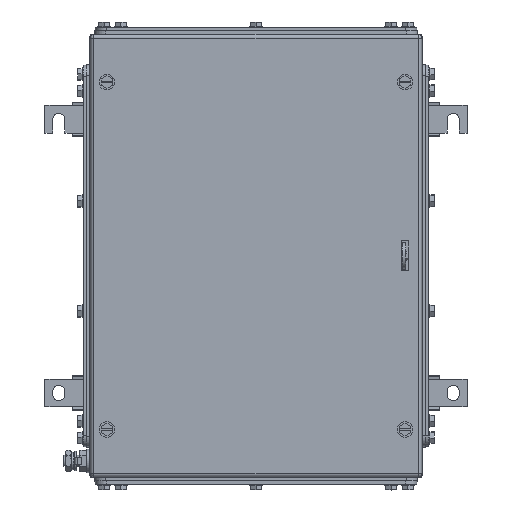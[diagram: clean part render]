
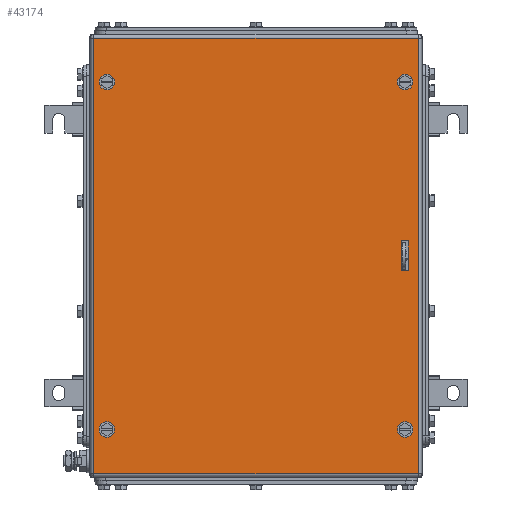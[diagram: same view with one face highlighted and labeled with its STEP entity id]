
A CAD part, top view. The second image highlights one B-rep face of the part: STEP entity #43174.
In plain terms, the highlighted planar face has unit normal (0, 0, 1).
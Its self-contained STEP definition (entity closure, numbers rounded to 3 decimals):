
#43014=AXIS2_PLACEMENT_3D('Circle Axis2P3D',#43012,#43013,$) ;
#43041=AXIS2_PLACEMENT_3D('Plane Axis2P3D',#43038,#43039,#43040) ;
#43079=AXIS2_PLACEMENT_3D('Circle Axis2P3D',#43077,#43078,$) ;
#43088=AXIS2_PLACEMENT_3D('Circle Axis2P3D',#43086,#43087,$) ;
#43097=AXIS2_PLACEMENT_3D('Circle Axis2P3D',#43095,#43096,$) ;
#43106=AXIS2_PLACEMENT_3D('Circle Axis2P3D',#43104,#43105,$) ;
#43115=AXIS2_PLACEMENT_3D('Circle Axis2P3D',#43113,#43114,$) ;
#43124=AXIS2_PLACEMENT_3D('Circle Axis2P3D',#43122,#43123,$) ;
#43133=AXIS2_PLACEMENT_3D('Circle Axis2P3D',#43131,#43132,$) ;
#43009=CARTESIAN_POINT('Vertex',(59.5,367.75,203.5)) ;
#43012=CARTESIAN_POINT('Axis2P3D Location',(56.,367.75,203.5)) ;
#43016=CARTESIAN_POINT('Vertex',(52.5,367.75,203.5)) ;
#43038=CARTESIAN_POINT('Axis2P3D Location',(190.5,211.,203.5)) ;
#43043=CARTESIAN_POINT('Line Origine',(190.5,407.5,203.5)) ;
#43047=CARTESIAN_POINT('Vertex',(337.,407.5,203.5)) ;
#43049=CARTESIAN_POINT('Vertex',(44.,407.5,203.5)) ;
#43052=CARTESIAN_POINT('Line Origine',(44.,211.,203.5)) ;
#43056=CARTESIAN_POINT('Vertex',(44.,14.5,203.5)) ;
#43059=CARTESIAN_POINT('Line Origine',(190.5,14.5,203.5)) ;
#43063=CARTESIAN_POINT('Vertex',(337.,14.5,203.5)) ;
#43066=CARTESIAN_POINT('Line Origine',(337.,211.,203.5)) ;
#43077=CARTESIAN_POINT('Axis2P3D Location',(56.,367.75,203.5)) ;
#43086=CARTESIAN_POINT('Axis2P3D Location',(56.,54.25,203.5)) ;
#43090=CARTESIAN_POINT('Vertex',(52.5,54.25,203.5)) ;
#43092=CARTESIAN_POINT('Vertex',(59.5,54.25,203.5)) ;
#43095=CARTESIAN_POINT('Axis2P3D Location',(56.,54.25,203.5)) ;
#43104=CARTESIAN_POINT('Axis2P3D Location',(325.,54.25,203.5)) ;
#43108=CARTESIAN_POINT('Vertex',(328.5,54.25,203.5)) ;
#43110=CARTESIAN_POINT('Vertex',(321.5,54.25,203.5)) ;
#43113=CARTESIAN_POINT('Axis2P3D Location',(325.,54.25,203.5)) ;
#43122=CARTESIAN_POINT('Axis2P3D Location',(325.,367.75,203.5)) ;
#43126=CARTESIAN_POINT('Vertex',(328.5,367.75,203.5)) ;
#43128=CARTESIAN_POINT('Vertex',(321.5,367.75,203.5)) ;
#43131=CARTESIAN_POINT('Axis2P3D Location',(325.,367.75,203.5)) ;
#43140=CARTESIAN_POINT('Line Origine',(324.75,197.5,203.5)) ;
#43144=CARTESIAN_POINT('Vertex',(328.,197.5,203.5)) ;
#43146=CARTESIAN_POINT('Vertex',(321.5,197.5,203.5)) ;
#43149=CARTESIAN_POINT('Line Origine',(321.5,211.,203.5)) ;
#43153=CARTESIAN_POINT('Vertex',(321.5,224.5,203.5)) ;
#43156=CARTESIAN_POINT('Line Origine',(324.75,224.5,203.5)) ;
#43160=CARTESIAN_POINT('Vertex',(328.,224.5,203.5)) ;
#43163=CARTESIAN_POINT('Line Origine',(328.,211.,203.5)) ;
#43013=DIRECTION('Axis2P3D Direction',(0.,0.,1.)) ;
#43039=DIRECTION('Axis2P3D Direction',(0.,0.,1.)) ;
#43040=DIRECTION('Axis2P3D XDirection',(1.,0.,0.)) ;
#43044=DIRECTION('Vector Direction',(1.,0.,0.)) ;
#43053=DIRECTION('Vector Direction',(0.,-1.,0.)) ;
#43060=DIRECTION('Vector Direction',(1.,0.,0.)) ;
#43067=DIRECTION('Vector Direction',(0.,1.,0.)) ;
#43078=DIRECTION('Axis2P3D Direction',(0.,0.,1.)) ;
#43087=DIRECTION('Axis2P3D Direction',(0.,0.,1.)) ;
#43096=DIRECTION('Axis2P3D Direction',(0.,0.,1.)) ;
#43105=DIRECTION('Axis2P3D Direction',(0.,0.,1.)) ;
#43114=DIRECTION('Axis2P3D Direction',(0.,0.,1.)) ;
#43123=DIRECTION('Axis2P3D Direction',(0.,0.,1.)) ;
#43132=DIRECTION('Axis2P3D Direction',(0.,0.,1.)) ;
#43141=DIRECTION('Vector Direction',(-1.,0.,0.)) ;
#43150=DIRECTION('Vector Direction',(0.,1.,0.)) ;
#43157=DIRECTION('Vector Direction',(1.,0.,0.)) ;
#43164=DIRECTION('Vector Direction',(0.,-1.,0.)) ;
#43045=VECTOR('Line Direction',#43044,1.) ;
#43054=VECTOR('Line Direction',#43053,1.) ;
#43061=VECTOR('Line Direction',#43060,1.) ;
#43068=VECTOR('Line Direction',#43067,1.) ;
#43142=VECTOR('Line Direction',#43141,1.) ;
#43151=VECTOR('Line Direction',#43150,1.) ;
#43158=VECTOR('Line Direction',#43157,1.) ;
#43165=VECTOR('Line Direction',#43164,1.) ;
#43072=ORIENTED_EDGE('',*,*,#43051,.T.) ;
#43073=ORIENTED_EDGE('',*,*,#43058,.T.) ;
#43074=ORIENTED_EDGE('',*,*,#43065,.T.) ;
#43075=ORIENTED_EDGE('',*,*,#43070,.T.) ;
#43083=ORIENTED_EDGE('',*,*,#43081,.F.) ;
#43084=ORIENTED_EDGE('',*,*,#43018,.F.) ;
#43101=ORIENTED_EDGE('',*,*,#43094,.F.) ;
#43102=ORIENTED_EDGE('',*,*,#43099,.F.) ;
#43119=ORIENTED_EDGE('',*,*,#43112,.F.) ;
#43120=ORIENTED_EDGE('',*,*,#43117,.F.) ;
#43137=ORIENTED_EDGE('',*,*,#43130,.F.) ;
#43138=ORIENTED_EDGE('',*,*,#43135,.F.) ;
#43169=ORIENTED_EDGE('',*,*,#43148,.T.) ;
#43170=ORIENTED_EDGE('',*,*,#43155,.T.) ;
#43171=ORIENTED_EDGE('',*,*,#43162,.T.) ;
#43172=ORIENTED_EDGE('',*,*,#43167,.T.) ;
#43085=FACE_BOUND('',#43082,.T.) ;
#43103=FACE_BOUND('',#43100,.T.) ;
#43121=FACE_BOUND('',#43118,.T.) ;
#43139=FACE_BOUND('',#43136,.T.) ;
#43173=FACE_BOUND('',#43168,.T.) ;
#43174=ADVANCED_FACE('ZUB_KTB_MH_400x300x200_4GP_AllCATPart.1\\ZUB_DE_KTB_MH_400x300.1\\DE_KTB_MH_PART_MASTER.1\\Koerper.2',(#43076,#43085,#43103,#43121,#43139,#43173),#43042,.T.) ;
#43015=CIRCLE('generated circle',#43014,3.5) ;
#43080=CIRCLE('generated circle',#43079,3.5) ;
#43089=CIRCLE('generated circle',#43088,3.5) ;
#43098=CIRCLE('generated circle',#43097,3.5) ;
#43107=CIRCLE('generated circle',#43106,3.5) ;
#43116=CIRCLE('generated circle',#43115,3.5) ;
#43125=CIRCLE('generated circle',#43124,3.5) ;
#43134=CIRCLE('generated circle',#43133,3.5) ;
#43018=EDGE_CURVE('',#43010,#43017,#43015,.T.) ;
#43051=EDGE_CURVE('',#43048,#43050,#43046,.F.) ;
#43058=EDGE_CURVE('',#43050,#43057,#43055,.T.) ;
#43065=EDGE_CURVE('',#43057,#43064,#43062,.T.) ;
#43070=EDGE_CURVE('',#43064,#43048,#43069,.T.) ;
#43081=EDGE_CURVE('',#43017,#43010,#43080,.T.) ;
#43094=EDGE_CURVE('',#43091,#43093,#43089,.T.) ;
#43099=EDGE_CURVE('',#43093,#43091,#43098,.T.) ;
#43112=EDGE_CURVE('',#43109,#43111,#43107,.T.) ;
#43117=EDGE_CURVE('',#43111,#43109,#43116,.T.) ;
#43130=EDGE_CURVE('',#43127,#43129,#43125,.T.) ;
#43135=EDGE_CURVE('',#43129,#43127,#43134,.T.) ;
#43148=EDGE_CURVE('',#43145,#43147,#43143,.T.) ;
#43155=EDGE_CURVE('',#43147,#43154,#43152,.T.) ;
#43162=EDGE_CURVE('',#43154,#43161,#43159,.T.) ;
#43167=EDGE_CURVE('',#43161,#43145,#43166,.T.) ;
#43071=EDGE_LOOP('',(#43072,#43073,#43074,#43075)) ;
#43082=EDGE_LOOP('',(#43083,#43084)) ;
#43100=EDGE_LOOP('',(#43101,#43102)) ;
#43118=EDGE_LOOP('',(#43119,#43120)) ;
#43136=EDGE_LOOP('',(#43137,#43138)) ;
#43168=EDGE_LOOP('',(#43169,#43170,#43171,#43172)) ;
#43076=FACE_OUTER_BOUND('',#43071,.T.) ;
#43046=LINE('Line',#43043,#43045) ;
#43055=LINE('Line',#43052,#43054) ;
#43062=LINE('Line',#43059,#43061) ;
#43069=LINE('Line',#43066,#43068) ;
#43143=LINE('Line',#43140,#43142) ;
#43152=LINE('Line',#43149,#43151) ;
#43159=LINE('Line',#43156,#43158) ;
#43166=LINE('Line',#43163,#43165) ;
#43042=PLANE('',#43041) ;
#43010=VERTEX_POINT('',#43009) ;
#43017=VERTEX_POINT('',#43016) ;
#43048=VERTEX_POINT('',#43047) ;
#43050=VERTEX_POINT('',#43049) ;
#43057=VERTEX_POINT('',#43056) ;
#43064=VERTEX_POINT('',#43063) ;
#43091=VERTEX_POINT('',#43090) ;
#43093=VERTEX_POINT('',#43092) ;
#43109=VERTEX_POINT('',#43108) ;
#43111=VERTEX_POINT('',#43110) ;
#43127=VERTEX_POINT('',#43126) ;
#43129=VERTEX_POINT('',#43128) ;
#43145=VERTEX_POINT('',#43144) ;
#43147=VERTEX_POINT('',#43146) ;
#43154=VERTEX_POINT('',#43153) ;
#43161=VERTEX_POINT('',#43160) ;
